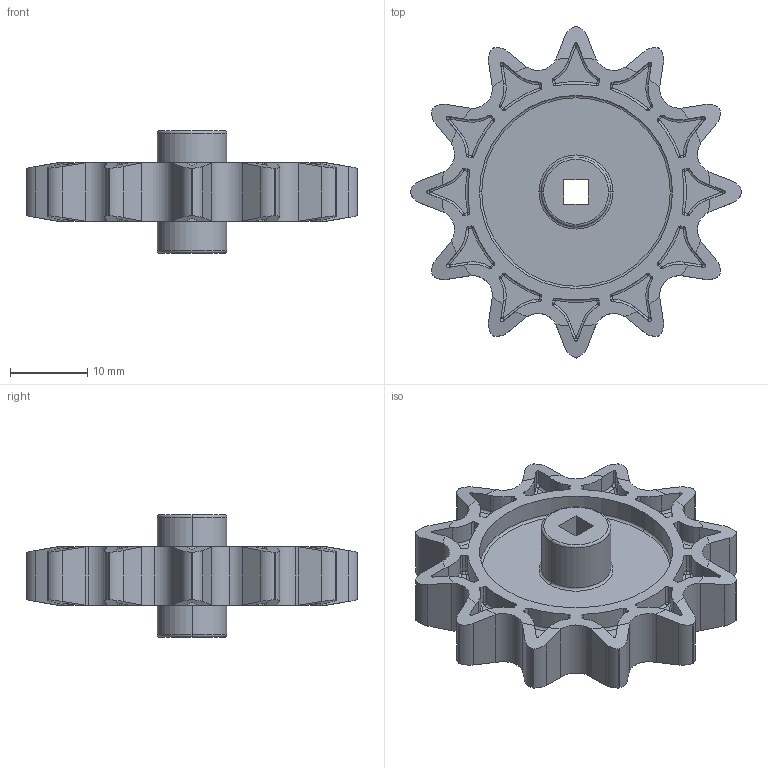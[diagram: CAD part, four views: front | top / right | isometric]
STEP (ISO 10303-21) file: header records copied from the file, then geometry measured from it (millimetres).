
FILE_DESCRIPTION((''),'2;1');
FILE_NAME('SPROCKET-HS-12-TOOTH','2008-08-30T',('np17'),(''),'PRO/ENGINEER BY PARAMETRIC TECHNOLOGY CORPORATION, 2007090','PRO/ENGINEER BY PARAMETRIC TECHNOLOGY CORPORATION, 2007090','');
FILE_SCHEMA(('CONFIG_CONTROL_DESIGN'));
Length unit declared in the file: millimetre
Products named in the file (1): SPROCKET-HS-12-TOOTH
Bounding box: 42.99 x 42.99 x 15.88 mm (x, y, z)
Volume: 5070.5 mm3; surface area: 5616.2 mm2
Topology: 1 solids, 1 shells, 754 faces, 1824 edges, 1076 vertices
Faces by surface type: cylinder 348, plane 154, sphere 120, torus 84, cone 24, bspline 24
Entity records: 23820 total; most frequent: CARTESIAN_POINT 6320, DIRECTION 3812, ORIENTED_EDGE 3648, EDGE_CURVE 1824, AXIS2_PLACEMENT_3D 1570, VERTEX_POINT 1076, CIRCLE 840, EDGE_LOOP 760
